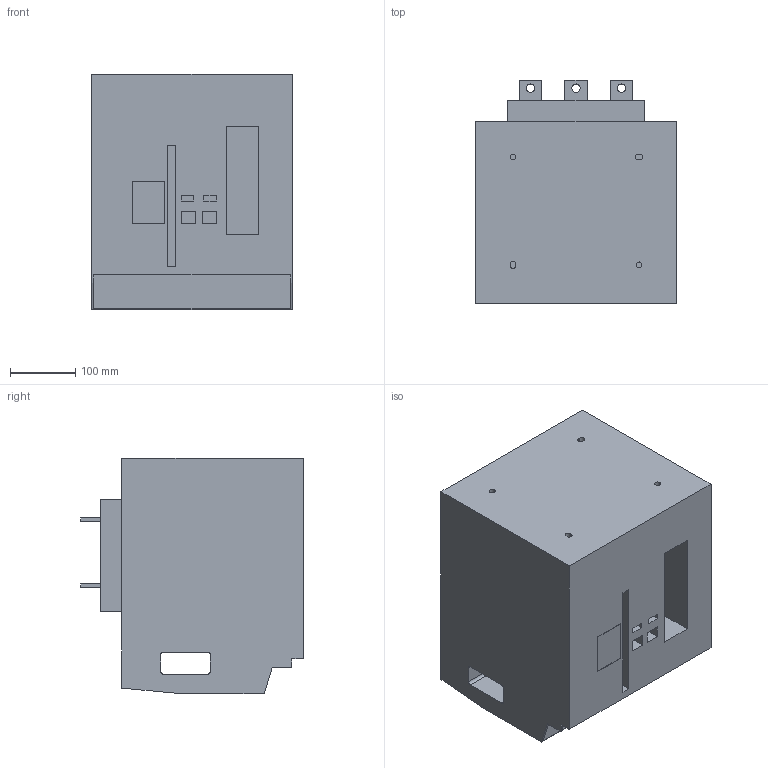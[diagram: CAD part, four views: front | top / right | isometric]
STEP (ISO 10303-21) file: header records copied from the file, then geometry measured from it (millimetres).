
FILE_DESCRIPTION((''),'2;1');
FILE_NAME('NA1-1000X-3-400A-DRAW-OUT','2019-04-26T',('hyha'),(''),'CREO PARAMETRIC BY PTC INC, 2015480','CREO PARAMETRIC BY PTC INC, 2015480','');
FILE_SCHEMA(('AUTOMOTIVE_DESIGN { 1 0 10303 214 1 1 1 1 }'));
Length unit declared in the file: millimetre
Products named in the file (1): NA1-1000X-3-400A-DRAW-OUT
Bounding box: 308 x 343 x 362 mm (x, y, z)
Volume: 29800945 mm3; surface area: 756053.3 mm2
Topology: 1 solids, 1 shells, 124 faces, 312 edges, 208 vertices
Faces by surface type: plane 100, cylinder 24
Entity records: 3780 total; most frequent: CARTESIAN_POINT 646, ORIENTED_EDGE 624, DIRECTION 608, EDGE_CURVE 312, VECTOR 264, LINE 264, VERTEX_POINT 208, AXIS2_PLACEMENT_3D 172
